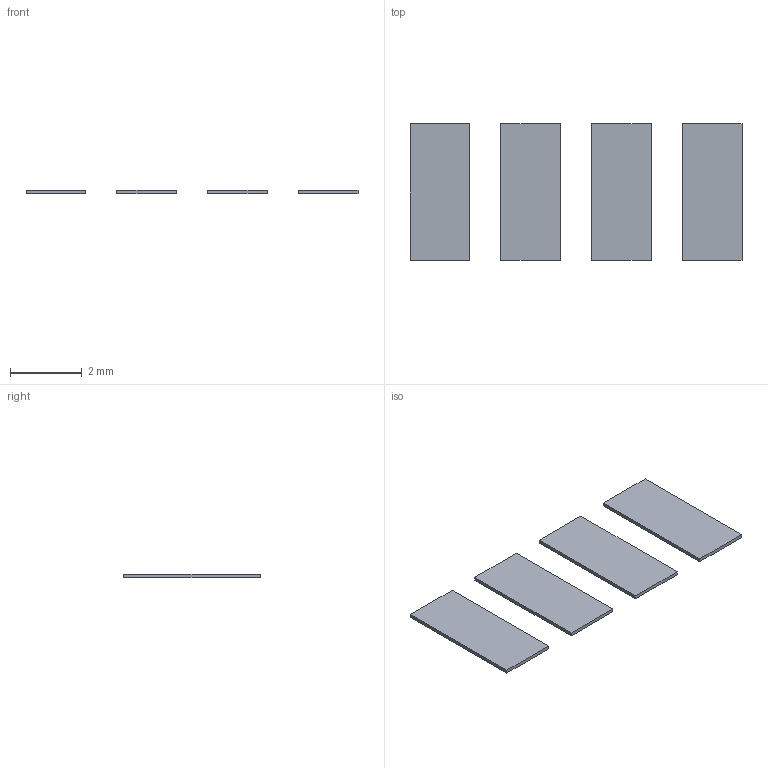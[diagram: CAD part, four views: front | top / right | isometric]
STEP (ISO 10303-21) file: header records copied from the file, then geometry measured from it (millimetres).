
FILE_DESCRIPTION (( 'STEP AP214' ), '1' );
FILE_NAME ('SolderWirePads_SMD_P100mil_4x65x150mil.STEP', '2018-09-14T06:36:15', ( '' ), ( '' ), 'SwSTEP 2.0', 'SolidWorks 2018', '' );
FILE_SCHEMA (( 'AUTOMOTIVE_DESIGN' ));
Length unit declared in the file: millimetre
Products named in the file (1): SolderWirePads_SMD_P100mil_4x65x150mil
Bounding box: 9.27 x 3.81 x 0.1 mm (x, y, z)
Volume: 2.5 mm3; surface area: 54.7 mm2
Topology: 4 solids, 4 shells, 24 faces, 48 edges, 32 vertices
Faces by surface type: plane 24
Entity records: 937 total; most frequent: CARTESIAN_POINT 105, DIRECTION 98, ORIENTED_EDGE 96, EDGE_CURVE 48, LINE 48, VECTOR 48, VERTEX_POINT 32, UNCERTAINTY_MEASURE_WITH_UNIT 30
